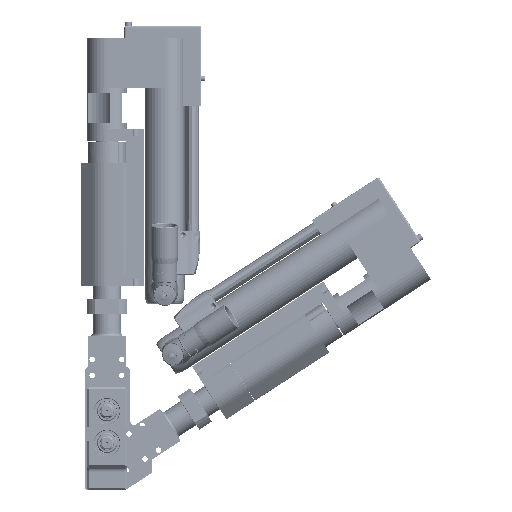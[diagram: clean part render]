
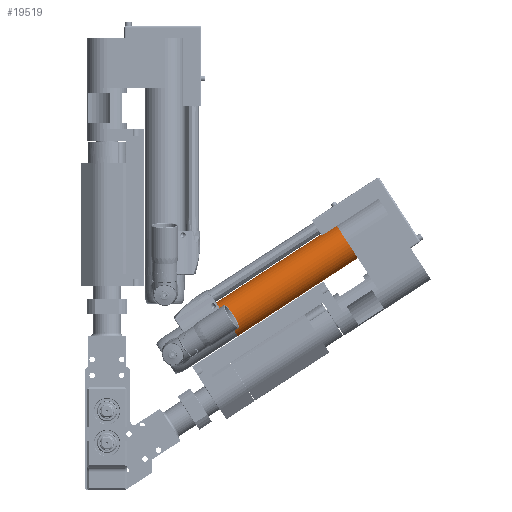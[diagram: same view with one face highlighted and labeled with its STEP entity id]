
A CAD part, front view. The second image highlights one B-rep face of the part: STEP entity #19519.
In plain terms, the highlighted cylindrical face has radius 25 mm (diameter 50 mm), a partial arc.
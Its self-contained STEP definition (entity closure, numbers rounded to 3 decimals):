
#16012=DIRECTION('',(0.,0.,1.));
#16013=VECTOR('',#16012,173.5);
#16014=CARTESIAN_POINT('',(0.,25.,41.));
#16015=LINE('',#16014,#16013);
#16027=DIRECTION('',(0.,0.,1.));
#16028=VECTOR('',#16027,180.);
#16029=CARTESIAN_POINT('',(0.,-25.,41.));
#16030=LINE('',#16029,#16028);
#16034=DIRECTION('',(0.,0.,1.));
#16035=VECTOR('',#16034,1.5);
#16036=CARTESIAN_POINT('',(0.,25.,219.5));
#16037=LINE('',#16036,#16035);
#16041=CARTESIAN_POINT('',(0.,25.,214.5));
#16042=CARTESIAN_POINT('',(-0.241,25.,214.5));
#16043=CARTESIAN_POINT('',(-0.704,24.993,
214.567));
#16044=CARTESIAN_POINT('',(-1.365,24.965,
214.864));
#16045=CARTESIAN_POINT('',(-1.913,24.928,
215.339));
#16046=CARTESIAN_POINT('',(-2.302,24.894,
215.939));
#16047=CARTESIAN_POINT('',(-2.509,24.874,
216.642));
#16048=CARTESIAN_POINT('',(-2.509,24.874,
217.355));
#16049=CARTESIAN_POINT('',(-2.303,24.894,
218.058));
#16050=CARTESIAN_POINT('',(-1.915,24.928,
218.659));
#16051=CARTESIAN_POINT('',(-1.367,24.965,
219.135));
#16052=CARTESIAN_POINT('',(-0.705,24.993,
219.433));
#16053=CARTESIAN_POINT('',(-0.241,25.,219.5));
#16054=CARTESIAN_POINT('',(0.,25.,219.5));
#16059=CARTESIAN_POINT('',(0.,0.,41.));
#16060=DIRECTION('',(0.,0.,1.));
#16061=DIRECTION('',(0.,1.,0.));
#16062=AXIS2_PLACEMENT_3D('',#16059,#16060,#16061);
#16089=CARTESIAN_POINT('',(0.,0.,221.));
#16090=DIRECTION('',(0.,0.,1.));
#16091=DIRECTION('',(0.,1.,0.));
#16092=AXIS2_PLACEMENT_3D('',#16089,#16090,#16091);
#18959=CARTESIAN_POINT('',(0.,-25.,41.));
#18960=CARTESIAN_POINT('',(0.,-25.,221.));
#18961=VERTEX_POINT('',#18959);
#18962=VERTEX_POINT('',#18960);
#18971=CARTESIAN_POINT('',(0.,25.,41.));
#18972=VERTEX_POINT('',#18971);
#18973=CARTESIAN_POINT('',(0.,25.,221.));
#18974=VERTEX_POINT('',#18973);
#19245=VERTEX_POINT('',#16041);
#19246=VERTEX_POINT('',#16054);
#19503=CARTESIAN_POINT('',(0.,0.,10.95));
#19504=DIRECTION('',(0.,0.,1.));
#19505=DIRECTION('',(0.,1.,0.));
#19506=AXIS2_PLACEMENT_3D('',#19503,#19504,#19505);
#19507=CYLINDRICAL_SURFACE('',#19506,25.);
#19509=ORIENTED_EDGE('',*,*,#19508,.T.);
#19510=ORIENTED_EDGE('',*,*,#19498,.T.);
#19512=ORIENTED_EDGE('',*,*,#19511,.T.);
#19513=ORIENTED_EDGE('',*,*,#19494,.F.);
#19515=ORIENTED_EDGE('',*,*,#19514,.F.);
#19516=ORIENTED_EDGE('',*,*,#19490,.T.);
#19517=EDGE_LOOP('',(#19509,#19510,#19512,#19513,#19515,#19516));
#19518=FACE_OUTER_BOUND('',#19517,.F.);
#19519=ADVANCED_FACE('',(#19518),#19507,.T.);
#16055=B_SPLINE_CURVE_WITH_KNOTS('',3,(#16041,#16042,#16043,#16044,#16045,
#16046,#16047,#16048,#16049,#16050,#16051,#16052,#16053,#16054),.UNSPECIFIED.,
.F.,.F.,(4,1,1,1,1,1,1,1,1,1,1,4),(0.,0.091,0.182,
0.273,0.364,0.455,0.545,
0.636,0.727,0.818,0.909,1.),
.UNSPECIFIED.);
#16063=CIRCLE('',#16062,25.);
#16093=CIRCLE('',#16092,25.);
#19490=EDGE_CURVE('',#18972,#19245,#16015,.T.);
#19494=EDGE_CURVE('',#18961,#18962,#16030,.T.);
#19498=EDGE_CURVE('',#19246,#18974,#16037,.T.);
#19508=EDGE_CURVE('',#19245,#19246,#16055,.T.);
#19511=EDGE_CURVE('',#18974,#18962,#16093,.T.);
#19514=EDGE_CURVE('',#18972,#18961,#16063,.T.);
